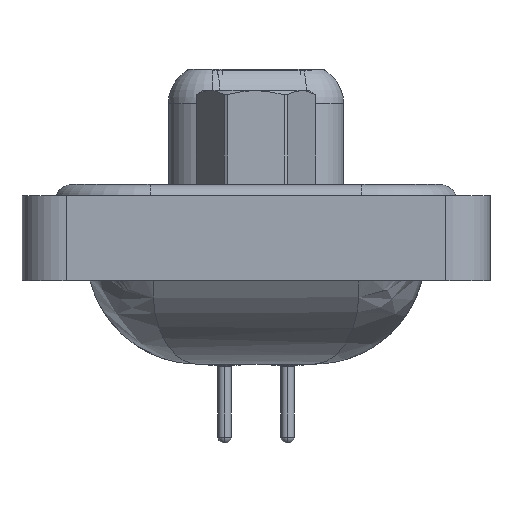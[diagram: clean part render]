
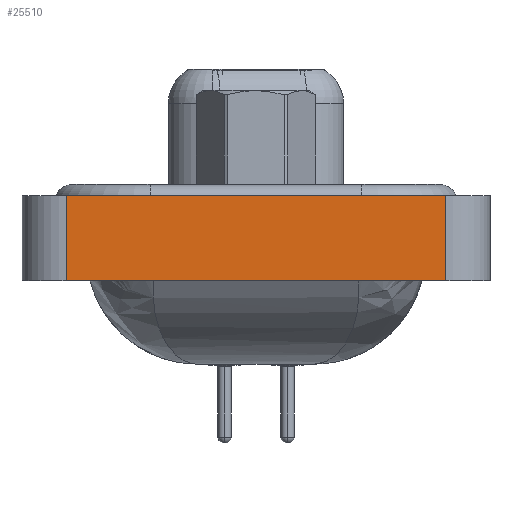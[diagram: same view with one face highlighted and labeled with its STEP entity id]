
A CAD part, left-side view. The second image highlights one B-rep face of the part: STEP entity #25510.
In plain terms, the highlighted planar face has unit normal (-1, 0, 0).
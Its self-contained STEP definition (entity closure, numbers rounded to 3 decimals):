
#149 = CARTESIAN_POINT ( 'NONE',  ( -7.225, -8.55, -3.35 ) ) ;
#1589 = CARTESIAN_POINT ( 'NONE',  ( -7.225, -8.55, -3.35 ) ) ;
#2416 = CARTESIAN_POINT ( 'NONE',  ( -7.225, 8.55, -3.35 ) ) ;
#2589 = CARTESIAN_POINT ( 'NONE',  ( -7.225, -8.55, -3.35 ) ) ;
#2837 = CARTESIAN_POINT ( 'NONE',  ( -7.225, 8.55, 0.5 ) ) ;
#4554 = VERTEX_POINT ( 'NONE', #2416 ) ;
#6243 = ORIENTED_EDGE ( 'NONE', *, *, #7460, .F. ) ;
#6468 = AXIS2_PLACEMENT_3D ( 'NONE', #1589, #27763, #21436 ) ;
#7460 = EDGE_CURVE ( 'NONE', #4554, #17790, #26675, .T. ) ;
#7626 = PLANE ( 'NONE',  #6468 ) ;
#7897 = VERTEX_POINT ( 'NONE', #13311 ) ;
#8612 = EDGE_CURVE ( 'NONE', #17790, #7897, #14162, .T. ) ;
#9080 = LINE ( 'NONE', #22283, #10297 ) ;
#9583 = DIRECTION ( 'NONE',  ( 0., -1., 0. ) ) ;
#10297 = VECTOR ( 'NONE', #15244, 1000. ) ;
#11497 = CARTESIAN_POINT ( 'NONE',  ( -7.225, -8.55, 0.5 ) ) ;
#12418 = VERTEX_POINT ( 'NONE', #149 ) ;
#13311 = CARTESIAN_POINT ( 'NONE',  ( -7.225, -8.55, 0.5 ) ) ;
#13397 = VECTOR ( 'NONE', #20512, 1000. ) ;
#14162 = LINE ( 'NONE', #11497, #16140 ) ;
#15244 = DIRECTION ( 'NONE',  ( 0., -1., 0. ) ) ;
#15335 = ORIENTED_EDGE ( 'NONE', *, *, #8612, .F. ) ;
#15562 = EDGE_CURVE ( 'NONE', #4554, #12418, #9080, .T. ) ;
#16140 = VECTOR ( 'NONE', #9583, 1000. ) ;
#17334 = EDGE_LOOP ( 'NONE', ( #28879, #15335, #6243, #21820 ) ) ;
#17553 = CARTESIAN_POINT ( 'NONE',  ( -7.225, 8.55, -3.35 ) ) ;
#17790 = VERTEX_POINT ( 'NONE', #2837 ) ;
#18401 = DIRECTION ( 'NONE',  ( 0., 0., 1. ) ) ;
#20229 = LINE ( 'NONE', #2589, #13397 ) ;
#20512 = DIRECTION ( 'NONE',  ( 0., 0., 1. ) ) ;
#21247 = VECTOR ( 'NONE', #18401, 1000. ) ;
#21436 = DIRECTION ( 'NONE',  ( 0., 0., 1. ) ) ;
#21708 = FACE_OUTER_BOUND ( 'NONE', #17334, .T. ) ;
#21820 = ORIENTED_EDGE ( 'NONE', *, *, #15562, .T. ) ;
#22283 = CARTESIAN_POINT ( 'NONE',  ( -7.225, -8.55, -3.35 ) ) ;
#23024 = EDGE_CURVE ( 'NONE', #12418, #7897, #20229, .T. ) ;
#25510 = ADVANCED_FACE ( 'NONE', ( #21708 ), #7626, .T. ) ;
#26675 = LINE ( 'NONE', #17553, #21247 ) ;
#27763 = DIRECTION ( 'NONE',  ( -1., 0., 0. ) ) ;
#28879 = ORIENTED_EDGE ( 'NONE', *, *, #23024, .T. ) ;
